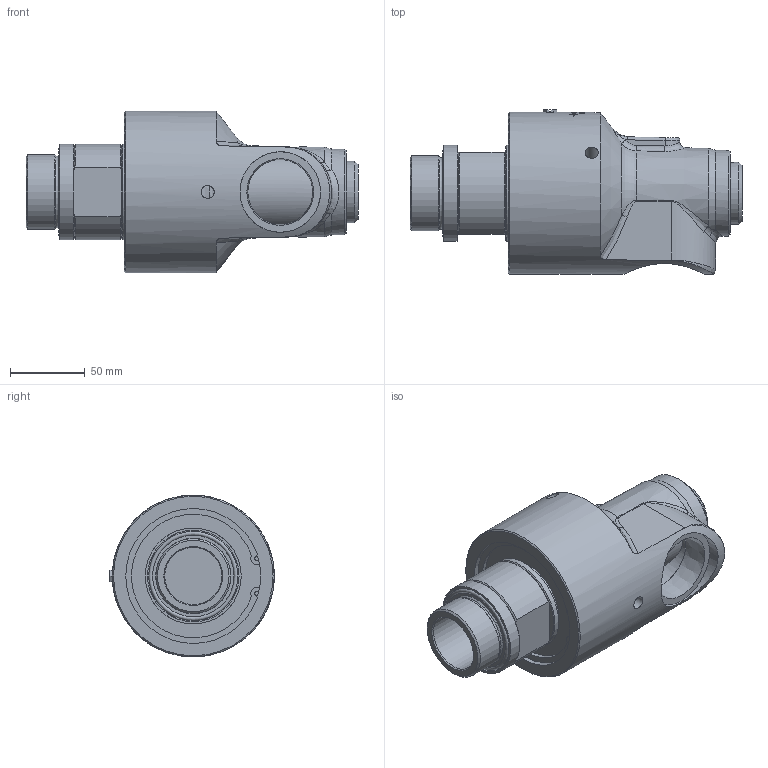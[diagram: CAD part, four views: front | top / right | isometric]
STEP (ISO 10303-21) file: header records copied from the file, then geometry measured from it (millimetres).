
FILE_DESCRIPTION(/* description */ (''),/* implementation_level */ '2;1');
FILE_NAME(/* name */ '557-000-459-IC.stp',/* time_stamp */ '2020-05-20T15:16:50-05:00',/* author */ ('GALINDOLM'),/* organization */ (''),/* preprocessor_version */ 'ST-DEVELOPER v18',/* originating_system */ 'Autodesk Inventor 2020',/* authorisation */ '');
FILE_SCHEMA (('AUTOMOTIVE_DESIGN { 1 0 10303 214 3 1 1 }'));
Products named in the file (1): 557-000-459-IC
Bounding box: 221.43 x 109.7 x 108 mm (x, y, z)
Volume: 933328.3 mm3; surface area: 100556.1 mm2
Topology: 3 solids, 3 shells, 440 faces, 1158 edges, 769 vertices
Faces by surface type: bspline 209, plane 135, cylinder 70, cone 21, torus 5
Full cylindrical faces by diameter (mm): 3.175 x2, 5.359 x1, 8.6 x3, 38.1 x1, 43.256 x1, 49.968 x1, 53.7 x1, 54.3 x2, 56.25 x1, 61.1 x1, 64 x2, 90.07 x1, 108 x1
Entity records: 57896 total; most frequent: CARTESIAN_POINT 47698, ORIENTED_EDGE 2314, DIRECTION 1640, EDGE_CURVE 1157, VERTEX_POINT 769, AXIS2_PLACEMENT_3D 609, EDGE_LOOP 489, FACE_OUTER_BOUND 440
